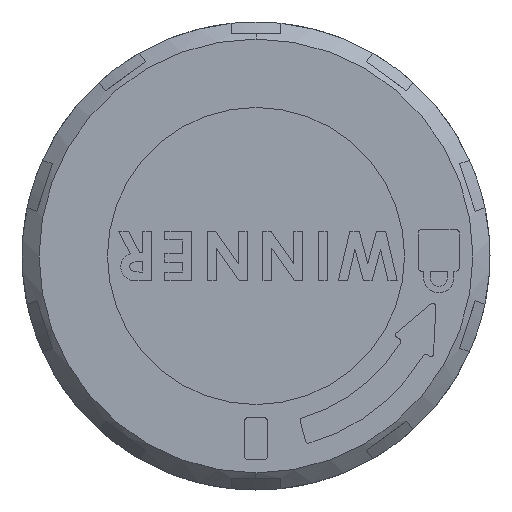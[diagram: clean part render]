
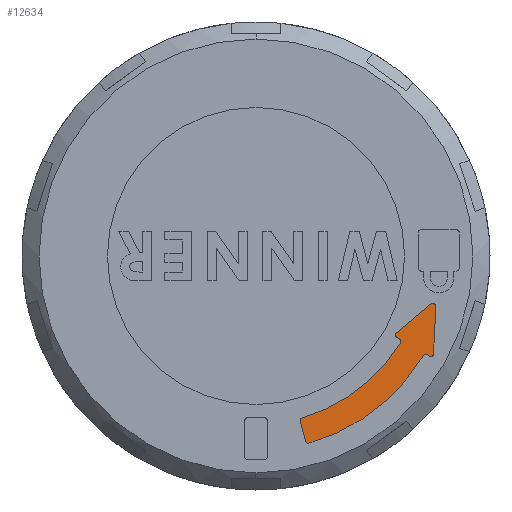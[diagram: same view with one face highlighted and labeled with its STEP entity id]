
A CAD part, left-side view. The second image highlights one B-rep face of the part: STEP entity #12634.
In plain terms, the highlighted planar face has unit normal (-1, 0, 0).
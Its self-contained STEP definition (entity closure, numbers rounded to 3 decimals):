
#197 = DIRECTION ( 'NONE',  ( 0., 0., 1. ) ) ;
#206 = VECTOR ( 'NONE', #10389, 1000. ) ;
#298 = PLANE ( 'NONE',  #11842 ) ;
#337 = VERTEX_POINT ( 'NONE', #12420 ) ;
#443 = AXIS2_PLACEMENT_3D ( 'NONE', #7117, #10037, #12028 ) ;
#714 = CARTESIAN_POINT ( 'NONE',  ( -47.14, -13.3, -7.448 ) ) ;
#803 = CIRCLE ( 'NONE', #10666, 0.2 ) ;
#885 = CARTESIAN_POINT ( 'NONE',  ( -47.14, -12.692, -7.612 ) ) ;
#1037 = DIRECTION ( 'NONE',  ( -1., 0., 0. ) ) ;
#1104 = DIRECTION ( 'NONE',  ( 1., 0., 0. ) ) ;
#1225 = EDGE_CURVE ( 'NONE', #12481, #7361, #2057, .T. ) ;
#1323 = CIRCLE ( 'NONE', #10123, 0.2 ) ;
#1358 = CARTESIAN_POINT ( 'NONE',  ( -47.14, -13.2, -7.621 ) ) ;
#1437 = ORIENTED_EDGE ( 'NONE', *, *, #8800, .T. ) ;
#1477 = LINE ( 'NONE', #8356, #206 ) ;
#1556 = ORIENTED_EDGE ( 'NONE', *, *, #6539, .T. ) ;
#1584 = VECTOR ( 'NONE', #4187, 1000. ) ;
#1593 = CARTESIAN_POINT ( 'NONE',  ( -47.14, -10.798, -6.003 ) ) ;
#1597 = DIRECTION ( 'NONE',  ( -1., 0., 0. ) ) ;
#1671 = EDGE_LOOP ( 'NONE', ( #11487, #2545, #5768, #9374, #7914, #5464, #5787, #8432, #11765, #9909, #12857, #1437, #4456, #12779, #2878, #1556 ) ) ;
#1772 = EDGE_CURVE ( 'NONE', #11627, #6220, #4253, .T. ) ;
#1935 = EDGE_CURVE ( 'NONE', #8992, #4814, #3157, .T. ) ;
#2037 = DIRECTION ( 'NONE',  ( 0., 0., 1. ) ) ;
#2057 = LINE ( 'NONE', #2171, #1584 ) ;
#2171 = CARTESIAN_POINT ( 'NONE',  ( -47.14, -13.278, -3.662 ) ) ;
#2181 = DIRECTION ( 'NONE',  ( -1., 0., 0. ) ) ;
#2326 = DIRECTION ( 'NONE',  ( 0., -0.866, -0.5 ) ) ;
#2334 = EDGE_CURVE ( 'NONE', #6220, #12365, #12347, .T. ) ;
#2362 = EDGE_CURVE ( 'NONE', #11498, #5264, #9510, .T. ) ;
#2545 = ORIENTED_EDGE ( 'NONE', *, *, #12468, .T. ) ;
#2836 = AXIS2_PLACEMENT_3D ( 'NONE', #5312, #12343, #10369 ) ;
#2878 = ORIENTED_EDGE ( 'NONE', *, *, #2334, .T. ) ;
#3037 = CARTESIAN_POINT ( 'NONE',  ( -47.14, -13.438, -3.853 ) ) ;
#3068 = VERTEX_POINT ( 'NONE', #9589 ) ;
#3095 = DIRECTION ( 'NONE',  ( 0., 0., -1. ) ) ;
#3157 = CIRCLE ( 'NONE', #7084, 0.25 ) ;
#3282 = CIRCLE ( 'NONE', #443, 0.25 ) ;
#3401 = AXIS2_PLACEMENT_3D ( 'NONE', #3037, #11094, #2037 ) ;
#3557 = DIRECTION ( 'NONE',  ( 0., 0., -1. ) ) ;
#3691 = CARTESIAN_POINT ( 'NONE',  ( -47.14, -10.955, -6.62 ) ) ;
#3716 = DIRECTION ( 'NONE',  ( 0., 0., 1. ) ) ;
#4089 = CARTESIAN_POINT ( 'NONE',  ( -47.14, -12.907, -7.49 ) ) ;
#4187 = DIRECTION ( 'NONE',  ( 0., 0.766, -0.643 ) ) ;
#4253 = LINE ( 'NONE', #6612, #6828 ) ;
#4317 = DIRECTION ( 'NONE',  ( 0., -0.052, 0.999 ) ) ;
#4456 = ORIENTED_EDGE ( 'NONE', *, *, #7966, .T. ) ;
#4635 = VERTEX_POINT ( 'NONE', #8389 ) ;
#4814 = VERTEX_POINT ( 'NONE', #3691 ) ;
#5000 = EDGE_CURVE ( 'NONE', #7361, #3068, #803, .T. ) ;
#5264 = VERTEX_POINT ( 'NONE', #1358 ) ;
#5312 = CARTESIAN_POINT ( 'NONE',  ( -47.14, -12.907, -7.74 ) ) ;
#5319 = CIRCLE ( 'NONE', #7232, 0.2 ) ;
#5364 = EDGE_CURVE ( 'NONE', #4635, #337, #12862, .T. ) ;
#5407 = CARTESIAN_POINT ( 'NONE',  ( -47.14, -13.5, -7.458 ) ) ;
#5464 = ORIENTED_EDGE ( 'NONE', *, *, #9976, .T. ) ;
#5768 = ORIENTED_EDGE ( 'NONE', *, *, #2362, .T. ) ;
#5770 = EDGE_CURVE ( 'NONE', #12939, #6567, #12157, .T. ) ;
#5771 = DIRECTION ( 'NONE',  ( -1., 0., 0. ) ) ;
#5787 = ORIENTED_EDGE ( 'NONE', *, *, #10424, .T. ) ;
#6220 = VERTEX_POINT ( 'NONE', #11614 ) ;
#6266 = VERTEX_POINT ( 'NONE', #11738 ) ;
#6539 = EDGE_CURVE ( 'NONE', #12365, #12939, #10428, .T. ) ;
#6567 = VERTEX_POINT ( 'NONE', #4089 ) ;
#6612 = CARTESIAN_POINT ( 'NONE',  ( -47.14, -3.364, -12.556 ) ) ;
#6828 = VECTOR ( 'NONE', #9576, 1000. ) ;
#6957 = VERTEX_POINT ( 'NONE', #11898 ) ;
#7084 = AXIS2_PLACEMENT_3D ( 'NONE', #7703, #7573, #8743 ) ;
#7117 = CARTESIAN_POINT ( 'NONE',  ( -47.14, -13.438, -3.853 ) ) ;
#7120 = CARTESIAN_POINT ( 'NONE',  ( -47.14, -3.972, -14.049 ) ) ;
#7149 = AXIS2_PLACEMENT_3D ( 'NONE', #7634, #9734, #3557 ) ;
#7195 = CARTESIAN_POINT ( 'NONE',  ( -47.14, -12.907, -7.74 ) ) ;
#7232 = AXIS2_PLACEMENT_3D ( 'NONE', #9226, #2181, #3095 ) ;
#7284 = DIRECTION ( 'NONE',  ( 0., 0., 1. ) ) ;
#7361 = VERTEX_POINT ( 'NONE', #10278 ) ;
#7423 = CARTESIAN_POINT ( 'NONE',  ( -47.14, -12.907, -7.74 ) ) ;
#7573 = DIRECTION ( 'NONE',  ( 1., 0., 0. ) ) ;
#7634 = CARTESIAN_POINT ( 'NONE',  ( -47.14, 0., 0. ) ) ;
#7703 = CARTESIAN_POINT ( 'NONE',  ( -47.14, -10.741, -6.49 ) ) ;
#7750 = EDGE_CURVE ( 'NONE', #5264, #4635, #1323, .T. ) ;
#7794 = AXIS2_PLACEMENT_3D ( 'NONE', #7195, #1104, #7284 ) ;
#7914 = ORIENTED_EDGE ( 'NONE', *, *, #5364, .T. ) ;
#7966 = EDGE_CURVE ( 'NONE', #6266, #11627, #5319, .T. ) ;
#8323 = FACE_OUTER_BOUND ( 'NONE', #1671, .T. ) ;
#8356 = CARTESIAN_POINT ( 'NONE',  ( -47.14, -10.698, -6.177 ) ) ;
#8389 = CARTESIAN_POINT ( 'NONE',  ( -47.14, -13.5, -7.458 ) ) ;
#8432 = ORIENTED_EDGE ( 'NONE', *, *, #1225, .T. ) ;
#8441 = VECTOR ( 'NONE', #4317, 1000. ) ;
#8461 = CARTESIAN_POINT ( 'NONE',  ( -47.14, -13.032, -7.524 ) ) ;
#8743 = DIRECTION ( 'NONE',  ( 0., 0., 1. ) ) ;
#8800 = EDGE_CURVE ( 'NONE', #4814, #6266, #9921, .T. ) ;
#8970 = CIRCLE ( 'NONE', #3401, 0.25 ) ;
#8992 = VERTEX_POINT ( 'NONE', #11900 ) ;
#9226 = CARTESIAN_POINT ( 'NONE',  ( -47.14, -3.557, -12.504 ) ) ;
#9251 = CARTESIAN_POINT ( 'NONE',  ( -47.14, 0., 0. ) ) ;
#9374 = ORIENTED_EDGE ( 'NONE', *, *, #7750, .T. ) ;
#9481 = CARTESIAN_POINT ( 'NONE',  ( -47.14, -3.364, -12.556 ) ) ;
#9510 = LINE ( 'NONE', #8461, #10309 ) ;
#9576 = DIRECTION ( 'NONE',  ( 0., -0.259, -0.966 ) ) ;
#9589 = CARTESIAN_POINT ( 'NONE',  ( -47.14, -10.698, -6.177 ) ) ;
#9598 = AXIS2_PLACEMENT_3D ( 'NONE', #9251, #12213, #197 ) ;
#9734 = DIRECTION ( 'NONE',  ( 1., 0., 0. ) ) ;
#9885 = DIRECTION ( 'NONE',  ( 0., 0., 1. ) ) ;
#9909 = ORIENTED_EDGE ( 'NONE', *, *, #12618, .T. ) ;
#9921 = CIRCLE ( 'NONE', #7149, 12.8 ) ;
#9976 = EDGE_CURVE ( 'NONE', #337, #6957, #3282, .T. ) ;
#10037 = DIRECTION ( 'NONE',  ( -1., 0., 0. ) ) ;
#10123 = AXIS2_PLACEMENT_3D ( 'NONE', #714, #1597, #12734 ) ;
#10278 = CARTESIAN_POINT ( 'NONE',  ( -47.14, -10.67, -5.85 ) ) ;
#10309 = VECTOR ( 'NONE', #2326, 1000. ) ;
#10369 = DIRECTION ( 'NONE',  ( 0., 0., 1. ) ) ;
#10389 = DIRECTION ( 'NONE',  ( 0., -0.866, -0.5 ) ) ;
#10424 = EDGE_CURVE ( 'NONE', #6957, #12481, #8970, .T. ) ;
#10428 = CIRCLE ( 'NONE', #9598, 14.8 ) ;
#10497 = DIRECTION ( 'NONE',  ( 0., 0., 1. ) ) ;
#10553 = CIRCLE ( 'NONE', #7794, 0.25 ) ;
#10666 = AXIS2_PLACEMENT_3D ( 'NONE', #1593, #5771, #3716 ) ;
#10750 = DIRECTION ( 'NONE',  ( -1., 0., 0. ) ) ;
#11094 = DIRECTION ( 'NONE',  ( -1., 0., 0. ) ) ;
#11487 = ORIENTED_EDGE ( 'NONE', *, *, #5770, .T. ) ;
#11498 = VERTEX_POINT ( 'NONE', #12054 ) ;
#11614 = CARTESIAN_POINT ( 'NONE',  ( -47.14, -3.778, -14.101 ) ) ;
#11627 = VERTEX_POINT ( 'NONE', #9481 ) ;
#11738 = CARTESIAN_POINT ( 'NONE',  ( -47.14, -3.503, -12.311 ) ) ;
#11765 = ORIENTED_EDGE ( 'NONE', *, *, #5000, .T. ) ;
#11842 = AXIS2_PLACEMENT_3D ( 'NONE', #7423, #10750, #9885 ) ;
#11898 = CARTESIAN_POINT ( 'NONE',  ( -47.14, -13.438, -3.603 ) ) ;
#11900 = CARTESIAN_POINT ( 'NONE',  ( -47.14, -10.866, -6.274 ) ) ;
#12028 = DIRECTION ( 'NONE',  ( 0., 0., 1. ) ) ;
#12054 = CARTESIAN_POINT ( 'NONE',  ( -47.14, -13.032, -7.524 ) ) ;
#12157 = CIRCLE ( 'NONE', #2836, 0.25 ) ;
#12213 = DIRECTION ( 'NONE',  ( -1., 0., 0. ) ) ;
#12233 = CARTESIAN_POINT ( 'NONE',  ( -47.14, -13.278, -3.662 ) ) ;
#12343 = DIRECTION ( 'NONE',  ( 1., 0., 0. ) ) ;
#12347 = CIRCLE ( 'NONE', #12668, 0.2 ) ;
#12365 = VERTEX_POINT ( 'NONE', #13179 ) ;
#12420 = CARTESIAN_POINT ( 'NONE',  ( -47.14, -13.688, -3.866 ) ) ;
#12468 = EDGE_CURVE ( 'NONE', #6567, #11498, #10553, .T. ) ;
#12481 = VERTEX_POINT ( 'NONE', #12233 ) ;
#12618 = EDGE_CURVE ( 'NONE', #3068, #8992, #1477, .T. ) ;
#12634 = ADVANCED_FACE ( 'NONE', ( #8323 ), #298, .T. ) ;
#12668 = AXIS2_PLACEMENT_3D ( 'NONE', #7120, #1037, #10497 ) ;
#12734 = DIRECTION ( 'NONE',  ( 0., 0., 1. ) ) ;
#12779 = ORIENTED_EDGE ( 'NONE', *, *, #1772, .T. ) ;
#12857 = ORIENTED_EDGE ( 'NONE', *, *, #1935, .T. ) ;
#12862 = LINE ( 'NONE', #5407, #8441 ) ;
#12939 = VERTEX_POINT ( 'NONE', #885 ) ;
#13179 = CARTESIAN_POINT ( 'NONE',  ( -47.14, -4.026, -14.242 ) ) ;
